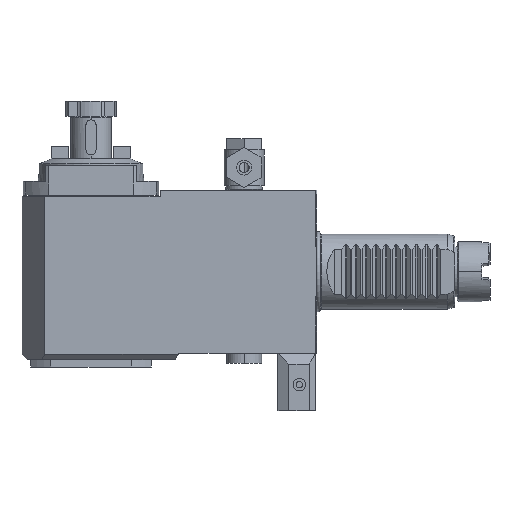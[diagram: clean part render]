
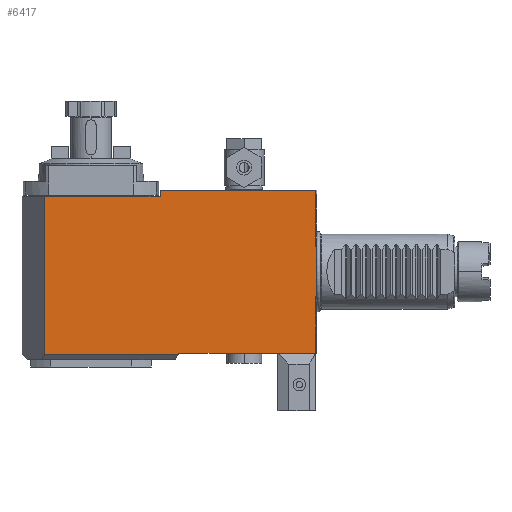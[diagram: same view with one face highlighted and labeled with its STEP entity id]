
A CAD part, front view. The second image highlights one B-rep face of the part: STEP entity #6417.
In plain terms, the highlighted planar face has unit normal (0, -1, 0).
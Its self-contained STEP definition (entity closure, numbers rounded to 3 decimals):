
#13=DIRECTION('',(0.,0.,-1.));
#14=VECTOR('',#13,2.5);
#15=CARTESIAN_POINT('',(-62.5,-32.5,32.5));
#16=LINE('',#15,#14);
#35=DIRECTION('',(0.5,0.,0.866));
#36=VECTOR('',#35,0.577);
#37=CARTESIAN_POINT('',(-55.289,-32.5,-33.));
#38=LINE('',#37,#36);
#39=DIRECTION('',(0.,0.,-1.));
#40=VECTOR('',#39,63.);
#41=CARTESIAN_POINT('',(-108.397,-32.5,30.));
#42=LINE('',#41,#40);
#43=DIRECTION('',(1.,0.,0.));
#44=VECTOR('',#43,45.897);
#45=CARTESIAN_POINT('',(-108.397,-32.5,30.));
#46=LINE('',#45,#44);
#47=DIRECTION('',(1.,0.,0.));
#48=VECTOR('',#47,62.);
#49=CARTESIAN_POINT('',(-62.5,-32.5,32.5));
#50=LINE('',#49,#48);
#51=DIRECTION('',(0.,0.,-1.));
#52=VECTOR('',#51,22.513);
#53=CARTESIAN_POINT('',(-0.5,-32.5,32.5));
#54=LINE('',#53,#52);
#55=DIRECTION('',(-1.,0.,0.));
#56=VECTOR('',#55,0.5);
#57=CARTESIAN_POINT('',(0.,-32.5,9.987));
#58=LINE('',#57,#56);
#59=DIRECTION('',(-1.,0.,0.));
#60=VECTOR('',#59,0.5);
#61=CARTESIAN_POINT('',(0.,-32.5,-9.987));
#62=LINE('',#61,#60);
#63=DIRECTION('',(0.,0.,-1.));
#64=VECTOR('',#63,22.513);
#65=CARTESIAN_POINT('',(-0.5,-32.5,-9.987));
#66=LINE('',#65,#64);
#95=DIRECTION('',(1.,0.,0.));
#96=VECTOR('',#95,54.5);
#97=CARTESIAN_POINT('',(-55.,-32.5,-32.5));
#98=LINE('',#97,#96);
#188=DIRECTION('',(0.,0.,-1.));
#189=VECTOR('',#188,19.975);
#190=CARTESIAN_POINT('',(0.,-32.5,9.987));
#191=LINE('',#190,#189);
#385=DIRECTION('',(1.,0.,0.));
#386=VECTOR('',#385,53.109);
#387=CARTESIAN_POINT('',(-108.397,-32.5,-33.));
#388=LINE('',#387,#386);
#5164=CARTESIAN_POINT('',(-62.5,-32.5,32.5));
#5166=VERTEX_POINT('',#5164);
#5191=CARTESIAN_POINT('',(0.,-32.5,-9.987));
#5193=VERTEX_POINT('',#5191);
#5194=CARTESIAN_POINT('',(0.,-32.5,9.987));
#5196=VERTEX_POINT('',#5194);
#5215=CARTESIAN_POINT('',(-0.5,-32.5,32.5));
#5217=VERTEX_POINT('',#5215);
#5218=CARTESIAN_POINT('',(-0.5,-32.5,9.987));
#5219=VERTEX_POINT('',#5218);
#5220=CARTESIAN_POINT('',(-0.5,-32.5,-9.987));
#5221=CARTESIAN_POINT('',(-0.5,-32.5,-32.5));
#5222=VERTEX_POINT('',#5220);
#5223=VERTEX_POINT('',#5221);
#5438=CARTESIAN_POINT('',(-108.397,-32.5,-33.));
#5440=VERTEX_POINT('',#5438);
#5451=CARTESIAN_POINT('',(-108.397,-32.5,30.));
#5452=VERTEX_POINT('',#5451);
#5463=CARTESIAN_POINT('',(-55.289,-32.5,-33.));
#5464=VERTEX_POINT('',#5463);
#5466=CARTESIAN_POINT('',(-62.5,-32.5,30.));
#5468=VERTEX_POINT('',#5466);
#5469=CARTESIAN_POINT('',(-55.,-32.5,-32.5));
#5471=VERTEX_POINT('',#5469);
#6388=CARTESIAN_POINT('',(-62.5,-32.5,32.5));
#6389=DIRECTION('',(0.,-1.,0.));
#6390=DIRECTION('',(0.,0.,-1.));
#6391=AXIS2_PLACEMENT_3D('',#6388,#6389,#6390);
#6392=PLANE('',#6391);
#6394=ORIENTED_EDGE('',*,*,#6393,.F.);
#6396=ORIENTED_EDGE('',*,*,#6395,.F.);
#6398=ORIENTED_EDGE('',*,*,#6397,.F.);
#6400=ORIENTED_EDGE('',*,*,#6399,.F.);
#6401=ORIENTED_EDGE('',*,*,#6369,.T.);
#6402=ORIENTED_EDGE('',*,*,#6358,.F.);
#6404=ORIENTED_EDGE('',*,*,#6403,.T.);
#6406=ORIENTED_EDGE('',*,*,#6405,.T.);
#6408=ORIENTED_EDGE('',*,*,#6407,.F.);
#6410=ORIENTED_EDGE('',*,*,#6409,.T.);
#6412=ORIENTED_EDGE('',*,*,#6411,.T.);
#6414=ORIENTED_EDGE('',*,*,#6413,.T.);
#6415=EDGE_LOOP('',(#6394,#6396,#6398,#6400,#6401,#6402,#6404,#6406,#6408,#6410,
#6412,#6414));
#6416=FACE_OUTER_BOUND('',#6415,.F.);
#6417=ADVANCED_FACE('',(#6416),#6392,.T.);
#6358=EDGE_CURVE('',#5166,#5468,#16,.T.);
#6369=EDGE_CURVE('',#5452,#5468,#46,.T.);
#6393=EDGE_CURVE('',#5471,#5223,#98,.T.);
#6395=EDGE_CURVE('',#5464,#5471,#38,.T.);
#6397=EDGE_CURVE('',#5440,#5464,#388,.T.);
#6399=EDGE_CURVE('',#5452,#5440,#42,.T.);
#6403=EDGE_CURVE('',#5166,#5217,#50,.T.);
#6405=EDGE_CURVE('',#5217,#5219,#54,.T.);
#6407=EDGE_CURVE('',#5196,#5219,#58,.T.);
#6409=EDGE_CURVE('',#5196,#5193,#191,.T.);
#6411=EDGE_CURVE('',#5193,#5222,#62,.T.);
#6413=EDGE_CURVE('',#5222,#5223,#66,.T.);
